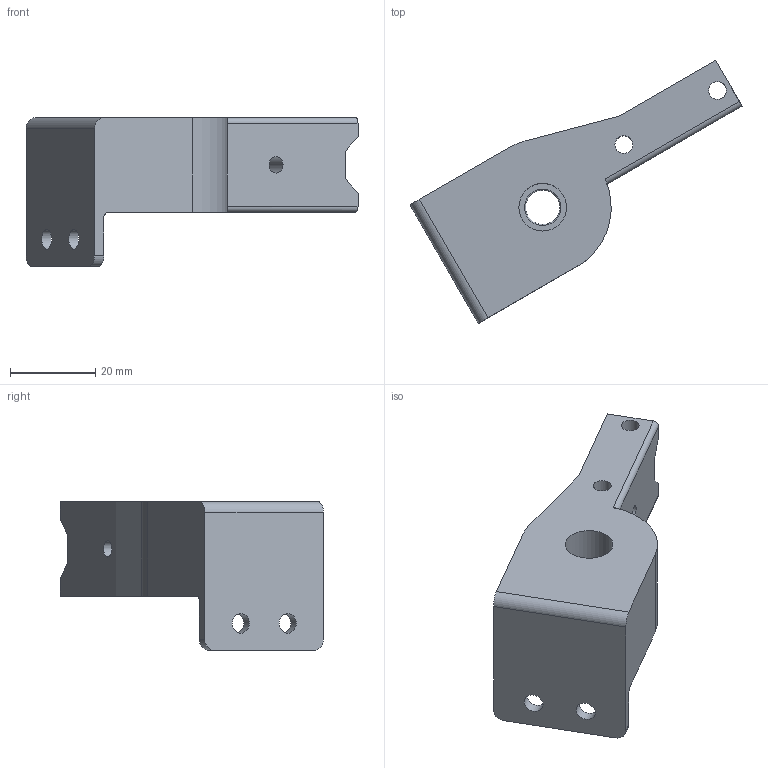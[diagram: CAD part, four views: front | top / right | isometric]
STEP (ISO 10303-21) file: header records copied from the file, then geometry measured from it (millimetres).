
FILE_DESCRIPTION(/* description */ (''),/* implementation_level */ '2;1');
FILE_NAME(/* name */ 'Kicker Wheel Piece_.step',/* time_stamp */ '2024-06-27T21:15:24-05:00',/* author */ (''),/* organization */ (''),/* preprocessor_version */ 'ST-DEVELOPER v20',/* originating_system */ 'Autodesk Translation Framework v13.14.0.145',/* authorisation */ '');
FILE_SCHEMA (('AUTOMOTIVE_DESIGN { 1 0 10303 214 3 1 1 }'));
Length unit declared in the file: inch
Products named in the file (2): Kicker Wheel Piece; Ball Bearing Pillow Block_4668K244_Permanently Lubricated Stainless S
teel Ball Bearing
Assembly tree (1 placements, depth 2):
  Kicker Wheel Piece
    Ball Bearing Pillow Block_4668K244_Permanently Lubricated Stainless S
teel Ball Bearing
Bounding box: 77.89 x 61.71 x 34.9 mm (x, y, z)
Volume: 35720.4 mm3; surface area: 13266 mm2
Topology: 12 solids, 12 shells, 83 faces, 187 edges, 122 vertices
Faces by surface type: plane 33, cylinder 25, cone 12, sphere 7, torus 6
Full cylindrical faces by diameter (mm): 3.81 x1, 4.166 x2, 4.623 x2, 8 x1, 11.192 x1, 11.5 x4, 19.667 x4, 21.996 x1, 22 x1
Entity records: 2396 total; most frequent: DIRECTION 434, CARTESIAN_POINT 399, ORIENTED_EDGE 346, AXIS2_PLACEMENT_3D 177, EDGE_CURVE 173, VERTEX_POINT 122, EDGE_LOOP 113, CIRCLE 89
